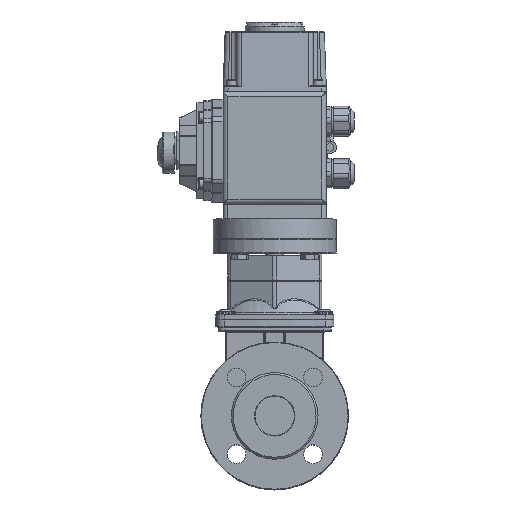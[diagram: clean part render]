
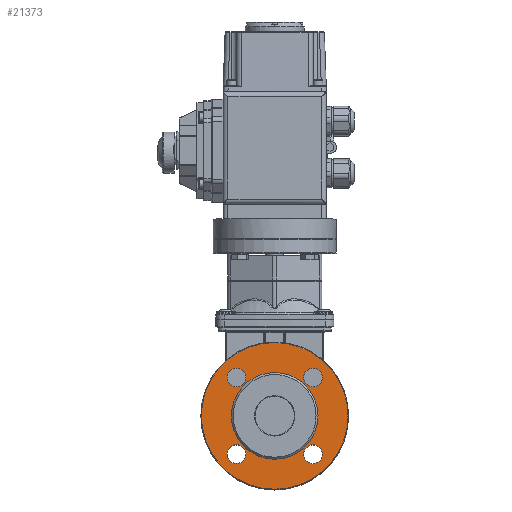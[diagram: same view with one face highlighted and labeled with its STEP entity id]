
A CAD part, top view. The second image highlights one B-rep face of the part: STEP entity #21373.
In plain terms, the highlighted planar face has unit normal (0, 0, 1).
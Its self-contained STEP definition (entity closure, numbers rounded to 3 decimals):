
#495=FACE_BOUND('',#6613,.T.);
#496=FACE_BOUND('',#6614,.T.);
#497=FACE_BOUND('',#6615,.T.);
#498=FACE_BOUND('',#6616,.T.);
#499=FACE_BOUND('',#6617,.T.);
#4544=PLANE('',#23112);
#5359=FACE_OUTER_BOUND('',#6612,.T.);
#6612=EDGE_LOOP('',(#15377));
#6613=EDGE_LOOP('',(#15378));
#6614=EDGE_LOOP('',(#15379));
#6615=EDGE_LOOP('',(#15380));
#6616=EDGE_LOOP('',(#15381));
#6617=EDGE_LOOP('',(#15382));
#7826=CIRCLE('',#23107,74.5);
#7830=CIRCLE('',#23113,44.);
#7831=CIRCLE('',#23114,9.5);
#7832=CIRCLE('',#23115,9.5);
#7833=CIRCLE('',#23116,9.5);
#7834=CIRCLE('',#23117,9.5);
#9195=VERTEX_POINT('',#36816);
#9198=VERTEX_POINT('',#36827);
#9199=VERTEX_POINT('',#36829);
#9200=VERTEX_POINT('',#36831);
#9201=VERTEX_POINT('',#36833);
#9202=VERTEX_POINT('',#36835);
#11472=EDGE_CURVE('',#9195,#9195,#7826,.T.);
#11477=EDGE_CURVE('',#9198,#9198,#7830,.T.);
#11478=EDGE_CURVE('',#9199,#9199,#7831,.T.);
#11479=EDGE_CURVE('',#9200,#9200,#7832,.T.);
#11480=EDGE_CURVE('',#9201,#9201,#7833,.T.);
#11481=EDGE_CURVE('',#9202,#9202,#7834,.T.);
#15377=ORIENTED_EDGE('',*,*,#11472,.F.);
#15378=ORIENTED_EDGE('',*,*,#11477,.F.);
#15379=ORIENTED_EDGE('',*,*,#11478,.F.);
#15380=ORIENTED_EDGE('',*,*,#11479,.F.);
#15381=ORIENTED_EDGE('',*,*,#11480,.F.);
#15382=ORIENTED_EDGE('',*,*,#11481,.F.);
#21373=ADVANCED_FACE('',(#5359,#495,#496,#497,#498,#499),#4544,.F.);
#23107=AXIS2_PLACEMENT_3D('',#36818,#26204,#26205);
#23112=AXIS2_PLACEMENT_3D('',#36826,#26215,#26216);
#23113=AXIS2_PLACEMENT_3D('',#36828,#26217,#26218);
#23114=AXIS2_PLACEMENT_3D('',#36830,#26219,#26220);
#23115=AXIS2_PLACEMENT_3D('',#36832,#26221,#26222);
#23116=AXIS2_PLACEMENT_3D('',#36834,#26223,#26224);
#23117=AXIS2_PLACEMENT_3D('',#36836,#26225,#26226);
#26204=DIRECTION('center_axis',(0.,0.,-1.));
#26205=DIRECTION('ref_axis',(1.,0.,0.));
#26215=DIRECTION('center_axis',(0.,0.,-1.));
#26216=DIRECTION('ref_axis',(-1.,0.,0.));
#26217=DIRECTION('center_axis',(0.,0.,1.));
#26218=DIRECTION('ref_axis',(-1.,0.,0.));
#26219=DIRECTION('center_axis',(0.,0.,1.));
#26220=DIRECTION('ref_axis',(1.,0.,0.));
#26221=DIRECTION('center_axis',(0.,0.,1.));
#26222=DIRECTION('ref_axis',(1.,0.,0.));
#26223=DIRECTION('center_axis',(0.,0.,1.));
#26224=DIRECTION('ref_axis',(1.,0.,0.));
#26225=DIRECTION('center_axis',(0.,0.,1.));
#26226=DIRECTION('ref_axis',(1.,0.,0.));
#36816=CARTESIAN_POINT('',(-74.5,0.,0.));
#36818=CARTESIAN_POINT('Origin',(0.,0.,0.));
#36826=CARTESIAN_POINT('Origin',(0.,0.,0.));
#36827=CARTESIAN_POINT('',(44.,0.,0.));
#36828=CARTESIAN_POINT('Origin',(0.,0.,0.));
#36829=CARTESIAN_POINT('',(-48.391,-38.891,0.));
#36830=CARTESIAN_POINT('Origin',(-38.891,-38.891,0.));
#36831=CARTESIAN_POINT('',(29.391,-38.891,0.));
#36832=CARTESIAN_POINT('Origin',(38.891,-38.891,0.));
#36833=CARTESIAN_POINT('',(29.391,38.891,0.));
#36834=CARTESIAN_POINT('Origin',(38.891,38.891,0.));
#36835=CARTESIAN_POINT('',(-48.391,38.891,0.));
#36836=CARTESIAN_POINT('Origin',(-38.891,38.891,0.));
